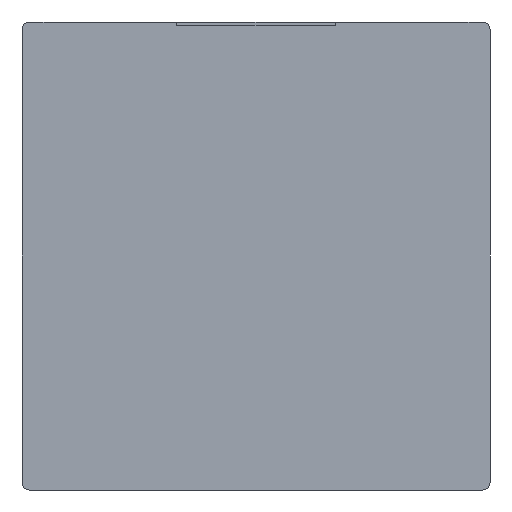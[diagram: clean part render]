
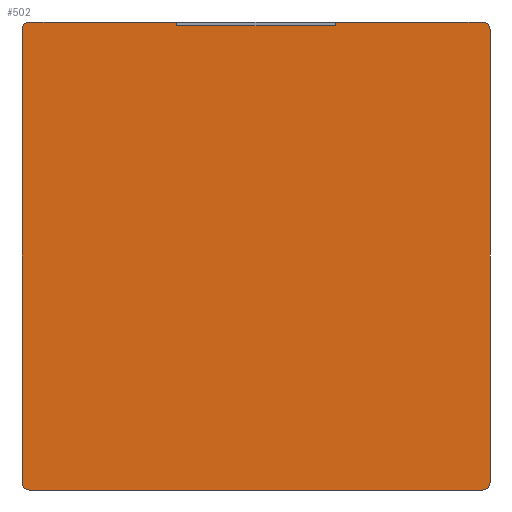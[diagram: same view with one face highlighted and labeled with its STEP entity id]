
A CAD part, front view. The second image highlights one B-rep face of the part: STEP entity #502.
In plain terms, the highlighted planar face has unit normal (0, -1, 0).
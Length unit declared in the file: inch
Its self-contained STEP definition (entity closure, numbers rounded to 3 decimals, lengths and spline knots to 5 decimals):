
#15=CIRCLE('',#525,0.01);
#16=CIRCLE('',#530,0.01);
#17=CIRCLE('',#532,0.01);
#18=CIRCLE('',#539,0.01);
#56=FACE_OUTER_BOUND('',#82,.T.);
#82=EDGE_LOOP('',(#443,#444,#445,#446,#447,#448,#449,#450,#451,#452,#453,
#454));
#107=LINE('',#731,#165);
#111=LINE('',#738,#169);
#113=LINE('',#743,#171);
#116=LINE('',#749,#174);
#120=LINE('',#756,#178);
#131=LINE('',#791,#189);
#138=LINE('',#813,#196);
#140=LINE('',#820,#198);
#165=VECTOR('',#587,0.005);
#169=VECTOR('',#593,0.2);
#171=VECTOR('',#597,0.005);
#174=VECTOR('',#604,0.1855);
#178=VECTOR('',#608,0.1855);
#189=VECTOR('',#639,0.571);
#196=VECTOR('',#666,0.571);
#198=VECTOR('',#676,0.571);
#215=VERTEX_POINT('',#728);
#216=VERTEX_POINT('',#730);
#218=VERTEX_POINT('',#736);
#219=VERTEX_POINT('',#740);
#221=VERTEX_POINT('',#748);
#224=VERTEX_POINT('',#754);
#235=VERTEX_POINT('',#781);
#236=VERTEX_POINT('',#783);
#238=VERTEX_POINT('',#789);
#240=VERTEX_POINT('',#795);
#241=VERTEX_POINT('',#799);
#244=VERTEX_POINT('',#815);
#269=EDGE_CURVE('',#216,#215,#107,.T.);
#273=EDGE_CURVE('',#215,#218,#111,.T.);
#275=EDGE_CURVE('',#218,#219,#113,.T.);
#278=EDGE_CURVE('',#221,#216,#116,.T.);
#282=EDGE_CURVE('',#219,#224,#120,.T.);
#295=EDGE_CURVE('',#236,#235,#15,.T.);
#299=EDGE_CURVE('',#235,#238,#131,.T.);
#302=EDGE_CURVE('',#238,#240,#16,.T.);
#303=EDGE_CURVE('',#241,#221,#17,.T.);
#311=EDGE_CURVE('',#240,#241,#138,.T.);
#313=EDGE_CURVE('',#224,#244,#18,.T.);
#314=EDGE_CURVE('',#244,#236,#140,.T.);
#443=ORIENTED_EDGE('',*,*,#275,.T.);
#444=ORIENTED_EDGE('',*,*,#282,.T.);
#445=ORIENTED_EDGE('',*,*,#313,.T.);
#446=ORIENTED_EDGE('',*,*,#314,.T.);
#447=ORIENTED_EDGE('',*,*,#295,.T.);
#448=ORIENTED_EDGE('',*,*,#299,.T.);
#449=ORIENTED_EDGE('',*,*,#302,.T.);
#450=ORIENTED_EDGE('',*,*,#311,.T.);
#451=ORIENTED_EDGE('',*,*,#303,.T.);
#452=ORIENTED_EDGE('',*,*,#278,.T.);
#453=ORIENTED_EDGE('',*,*,#269,.T.);
#454=ORIENTED_EDGE('',*,*,#273,.T.);
#476=PLANE('',#542);
#502=ADVANCED_FACE('',(#56),#476,.T.);
#525=AXIS2_PLACEMENT_3D('',#784,#631,#632);
#530=AXIS2_PLACEMENT_3D('',#797,#645,#646);
#532=AXIS2_PLACEMENT_3D('',#800,#649,#650);
#539=AXIS2_PLACEMENT_3D('',#817,#670,#671);
#542=AXIS2_PLACEMENT_3D('',#821,#677,#678);
#587=DIRECTION('',(0.,0.,-1.));
#593=DIRECTION('',(-1.,0.,0.));
#597=DIRECTION('',(0.,0.,1.));
#604=DIRECTION('',(-1.,0.,0.));
#608=DIRECTION('',(-1.,0.,0.));
#631=DIRECTION('center_axis',(0.,-1.,0.));
#632=DIRECTION('ref_axis',(0.,0.,-1.));
#639=DIRECTION('',(1.,0.,0.));
#645=DIRECTION('center_axis',(0.,-1.,0.));
#646=DIRECTION('ref_axis',(1.,0.,0.));
#649=DIRECTION('center_axis',(0.,-1.,0.));
#650=DIRECTION('ref_axis',(0.,0.,1.));
#666=DIRECTION('',(0.,0.,1.));
#670=DIRECTION('center_axis',(0.,-1.,0.));
#671=DIRECTION('ref_axis',(-1.,0.,0.));
#676=DIRECTION('',(0.,0.,-1.));
#677=DIRECTION('center_axis',(0.,-1.,0.));
#678=DIRECTION('ref_axis',(0.,0.,-1.));
#728=CARTESIAN_POINT('',(0.1,0.,0.2905));
#730=CARTESIAN_POINT('',(0.1,0.,0.2955));
#731=CARTESIAN_POINT('',(0.1,0.,0.14775));
#736=CARTESIAN_POINT('',(-0.1,0.,0.2905));
#738=CARTESIAN_POINT('',(0.14775,0.,0.2905));
#740=CARTESIAN_POINT('',(-0.1,0.,0.2955));
#743=CARTESIAN_POINT('',(-0.1,0.,0.14775));
#748=CARTESIAN_POINT('',(0.2855,0.,0.2955));
#749=CARTESIAN_POINT('',(-0.2955,0.,0.2955));
#754=CARTESIAN_POINT('',(-0.2855,0.,0.2955));
#756=CARTESIAN_POINT('',(-0.2955,0.,0.2955));
#781=CARTESIAN_POINT('',(-0.2855,0.,-0.2955));
#783=CARTESIAN_POINT('',(-0.2955,0.,-0.2855));
#784=CARTESIAN_POINT('Origin',(-0.2855,0.,-0.2855));
#789=CARTESIAN_POINT('',(0.2855,0.,-0.2955));
#791=CARTESIAN_POINT('',(-0.2955,0.,-0.2955));
#795=CARTESIAN_POINT('',(0.2955,0.,-0.2855));
#797=CARTESIAN_POINT('Origin',(0.2855,0.,-0.2855));
#799=CARTESIAN_POINT('',(0.2955,0.,0.2855));
#800=CARTESIAN_POINT('Origin',(0.2855,0.,0.2855));
#813=CARTESIAN_POINT('',(0.2955,0.,0.));
#815=CARTESIAN_POINT('',(-0.2955,0.,0.2855));
#817=CARTESIAN_POINT('Origin',(-0.2855,0.,0.2855));
#820=CARTESIAN_POINT('',(-0.2955,0.,0.));
#821=CARTESIAN_POINT('Origin',(0.2955,0.,0.));
